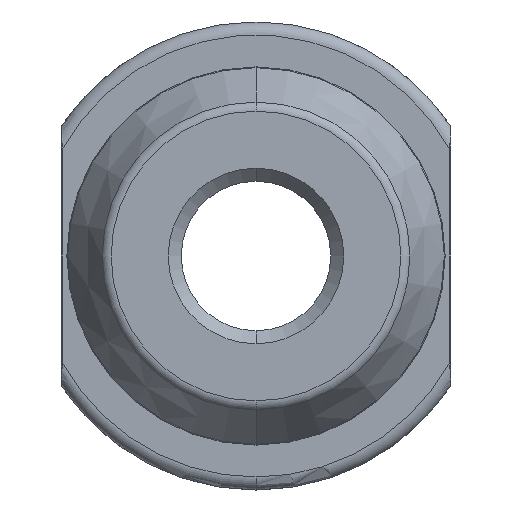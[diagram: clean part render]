
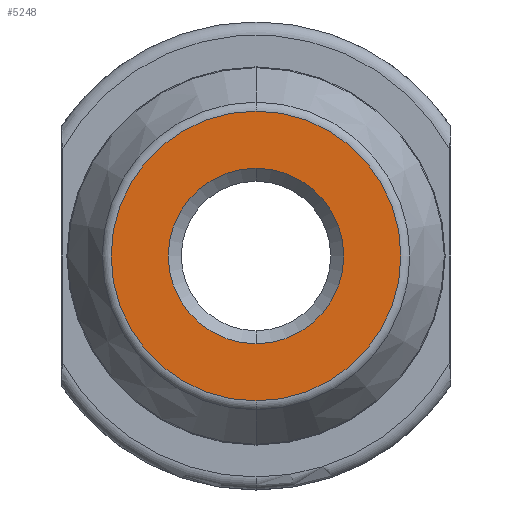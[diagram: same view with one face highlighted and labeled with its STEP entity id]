
A CAD part, left-side view. The second image highlights one B-rep face of the part: STEP entity #5248.
In plain terms, the highlighted planar face has unit normal (-1, 0, 0).
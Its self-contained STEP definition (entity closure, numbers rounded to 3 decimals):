
#7 = DIRECTION ( 'NONE',  ( 1., 0., 0. ) ) ;
#254 = FACE_OUTER_BOUND ( 'NONE', #2538, .T. ) ;
#372 = FACE_BOUND ( 'NONE', #897, .T. ) ;
#606 = EDGE_CURVE ( 'NONE', #2338, #874, #3222, .T. ) ;
#697 = CIRCLE ( 'NONE', #4228, 6.75 ) ;
#874 = VERTEX_POINT ( 'NONE', #2652 ) ;
#897 = EDGE_LOOP ( 'NONE', ( #4316, #1524 ) ) ;
#1303 = PLANE ( 'NONE',  #2835 ) ;
#1419 = CARTESIAN_POINT ( 'NONE',  ( 0., 0., 0. ) ) ;
#1492 = ORIENTED_EDGE ( 'NONE', *, *, #4407, .T. ) ;
#1524 = ORIENTED_EDGE ( 'NONE', *, *, #3007, .T. ) ;
#1729 = DIRECTION ( 'NONE',  ( 0., 0., -1. ) ) ;
#1832 = CARTESIAN_POINT ( 'NONE',  ( 0., 0., 0. ) ) ;
#1851 = DIRECTION ( 'NONE',  ( 0., 0., -1. ) ) ;
#1863 = VERTEX_POINT ( 'NONE', #3945 ) ;
#1876 = DIRECTION ( 'NONE',  ( 1., 0., 0. ) ) ;
#1927 = DIRECTION ( 'NONE',  ( 1., 0., 0. ) ) ;
#1979 = CIRCLE ( 'NONE', #3341, 6.75 ) ;
#2115 = CIRCLE ( 'NONE', #5027, 11.144 ) ;
#2271 = DIRECTION ( 'NONE',  ( 0., 0., -1. ) ) ;
#2338 = VERTEX_POINT ( 'NONE', #3502 ) ;
#2370 = VERTEX_POINT ( 'NONE', #3991 ) ;
#2538 = EDGE_LOOP ( 'NONE', ( #2773, #1492 ) ) ;
#2652 = CARTESIAN_POINT ( 'NONE',  ( 0., 0., 11.144 ) ) ;
#2773 = ORIENTED_EDGE ( 'NONE', *, *, #606, .T. ) ;
#2835 = AXIS2_PLACEMENT_3D ( 'NONE', #3417, #7, #1729 ) ;
#3007 = EDGE_CURVE ( 'NONE', #2370, #1863, #697, .T. ) ;
#3222 = CIRCLE ( 'NONE', #4251, 11.144 ) ;
#3341 = AXIS2_PLACEMENT_3D ( 'NONE', #4473, #1927, #4902 ) ;
#3417 = CARTESIAN_POINT ( 'NONE',  ( 0., 0., -11.606 ) ) ;
#3502 = CARTESIAN_POINT ( 'NONE',  ( 0., 0., -11.144 ) ) ;
#3945 = CARTESIAN_POINT ( 'NONE',  ( 0., 0., 6.75 ) ) ;
#3991 = CARTESIAN_POINT ( 'NONE',  ( 0., 0., -6.75 ) ) ;
#4228 = AXIS2_PLACEMENT_3D ( 'NONE', #4410, #1876, #4850 ) ;
#4251 = AXIS2_PLACEMENT_3D ( 'NONE', #1832, #4814, #2271 ) ;
#4316 = ORIENTED_EDGE ( 'NONE', *, *, #4442, .T. ) ;
#4389 = DIRECTION ( 'NONE',  ( -1., 0., 0. ) ) ;
#4407 = EDGE_CURVE ( 'NONE', #874, #2338, #2115, .T. ) ;
#4410 = CARTESIAN_POINT ( 'NONE',  ( 0., 0., 0. ) ) ;
#4442 = EDGE_CURVE ( 'NONE', #1863, #2370, #1979, .T. ) ;
#4473 = CARTESIAN_POINT ( 'NONE',  ( 0., 0., 0. ) ) ;
#4814 = DIRECTION ( 'NONE',  ( -1., 0., 0. ) ) ;
#4850 = DIRECTION ( 'NONE',  ( 0., 0., -1. ) ) ;
#4902 = DIRECTION ( 'NONE',  ( 0., 0., -1. ) ) ;
#5027 = AXIS2_PLACEMENT_3D ( 'NONE', #1419, #4389, #1851 ) ;
#5248 = ADVANCED_FACE ( 'NONE', ( #372, #254 ), #1303, .F. ) ;
